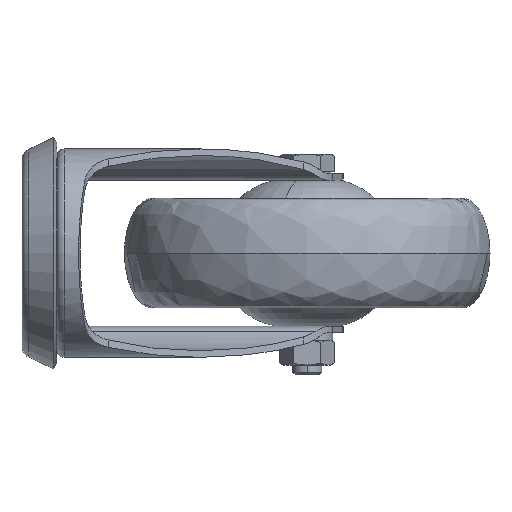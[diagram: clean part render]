
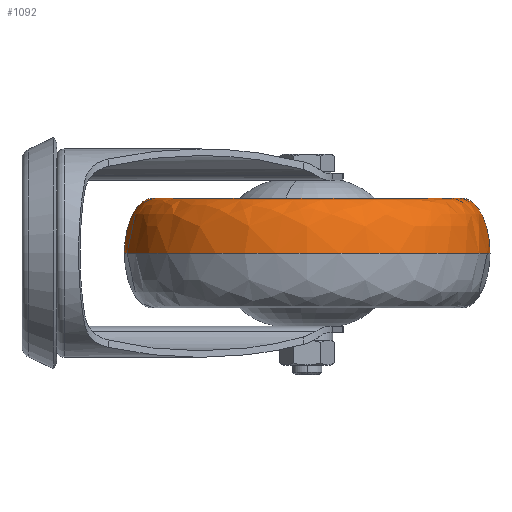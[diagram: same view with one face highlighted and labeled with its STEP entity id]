
A CAD part, left-side view. The second image highlights one B-rep face of the part: STEP entity #1092.
In plain terms, the highlighted free-form (B-spline) face has degree [3, 3] with [4, 4] control points.
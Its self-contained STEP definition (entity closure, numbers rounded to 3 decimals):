
#15 = CARTESIAN_POINT ( 'NONE',  ( 17.949, -89.34, 0. ) ) ;
#76 = CARTESIAN_POINT ( 'NONE',  ( 17.949, -89.34, 0. ) ) ;
#908 =( BOUNDED_SURFACE ( )  B_SPLINE_SURFACE ( 3, 3, ( 
 ( #3773, #7755, #1913, #11969 ),
 ( #2907, #11720, #9983, #12763 ),
 ( #9736, #1723, #912, #7822 ),
 ( #15, #3827, #7867, #12887 ) ),
 .UNSPECIFIED., .F., .F., .F. ) 
 B_SPLINE_SURFACE_WITH_KNOTS ( ( 4, 4 ),
 ( 4, 4 ),
 ( 0., 1. ),
 ( 0., 1. ),
 .UNSPECIFIED. ) 
 GEOMETRIC_REPRESENTATION_ITEM ( )  RATIONAL_B_SPLINE_SURFACE ( (
 ( 1., 0.333, 0.333, 1.),
 ( 0.805, 0.268, 0.268, 0.805),
 ( 0.805, 0.268, 0.268, 0.805),
 ( 1., 0.333, 0.333, 1.) ) ) 
 REPRESENTATION_ITEM ( '' )  SURFACE ( )  );
#912 = CARTESIAN_POINT ( 'NONE',  ( -82.051, 10.66, 8.787 ) ) ;
#917 = CARTESIAN_POINT ( 'NONE',  ( 17.949, -86.13, 15. ) ) ;
#981 = CARTESIAN_POINT ( 'NONE',  ( 17.949, -81.59, 15. ) ) ;
#1092 = ADVANCED_FACE ( 'NONE', ( #8584 ), #908, .F. ) ;
#1105 = ORIENTED_EDGE ( 'NONE', *, *, #6592, .T. ) ;
#1723 = CARTESIAN_POINT ( 'NONE',  ( -82.051, -89.34, 8.787 ) ) ;
#1913 = CARTESIAN_POINT ( 'NONE',  ( -66.551, 2.91, 15. ) ) ;
#1984 = CARTESIAN_POINT ( 'NONE',  ( 17.949, -89.34, 8.787 ) ) ;
#2501 = AXIS2_PLACEMENT_3D ( 'NONE', #5551, #6762, #3637 ) ;
#2907 = CARTESIAN_POINT ( 'NONE',  ( 17.949, -86.13, 15. ) ) ;
#3101 = ORIENTED_EDGE ( 'NONE', *, *, #4862, .T. ) ;
#3637 = DIRECTION ( 'NONE',  ( -1., 0., 0. ) ) ;
#3773 = CARTESIAN_POINT ( 'NONE',  ( 17.949, -81.59, 15. ) ) ;
#3788 = CARTESIAN_POINT ( 'NONE',  ( 17.949, 10.66, 8.787 ) ) ;
#3827 = CARTESIAN_POINT ( 'NONE',  ( -82.051, -89.34, 0. ) ) ;
#3898 = VERTEX_POINT ( 'NONE', #4969 ) ;
#3938 = DIRECTION ( 'NONE',  ( 0., 0., 1. ) ) ;
#4134 = EDGE_CURVE ( 'NONE', #5625, #11552, #8188, .T. ) ;
#4560 =( BOUNDED_CURVE ( )  B_SPLINE_CURVE ( 3, ( #76, #1984, #917, #981 ),
 .UNSPECIFIED., .F., .T. ) 
 B_SPLINE_CURVE_WITH_KNOTS ( ( 4, 4 ),
 ( 4.712, 6.283 ),
 .UNSPECIFIED. ) 
 CURVE ( )  GEOMETRIC_REPRESENTATION_ITEM ( )  RATIONAL_B_SPLINE_CURVE ( ( 1., 0.805, 0.805, 1. ) ) 
 REPRESENTATION_ITEM ( '' )  );
#4730 = EDGE_CURVE ( 'NONE', #11552, #3898, #6345, .T. ) ;
#4862 = EDGE_CURVE ( 'NONE', #9941, #5625, #4560, .T. ) ;
#4969 = CARTESIAN_POINT ( 'NONE',  ( 17.949, 10.66, 0. ) ) ;
#5551 = CARTESIAN_POINT ( 'NONE',  ( 17.949, -39.34, 15. ) ) ;
#5625 = VERTEX_POINT ( 'NONE', #7150 ) ;
#6345 =( BOUNDED_CURVE ( )  B_SPLINE_CURVE ( 3, ( #8791, #6909, #3788, #12843 ),
 .UNSPECIFIED., .F., .T. ) 
 B_SPLINE_CURVE_WITH_KNOTS ( ( 4, 4 ),
 ( 0., 1.571 ),
 .UNSPECIFIED. ) 
 CURVE ( )  GEOMETRIC_REPRESENTATION_ITEM ( )  RATIONAL_B_SPLINE_CURVE ( ( 1., 0.805, 0.805, 1. ) ) 
 REPRESENTATION_ITEM ( '' )  );
#6592 = EDGE_CURVE ( 'NONE', #3898, #9941, #7799, .T. ) ;
#6762 = DIRECTION ( 'NONE',  ( 0., 0., -1. ) ) ;
#6909 = CARTESIAN_POINT ( 'NONE',  ( 17.949, 7.45, 15. ) ) ;
#7065 = CARTESIAN_POINT ( 'NONE',  ( 17.949, -39.34, 0. ) ) ;
#7150 = CARTESIAN_POINT ( 'NONE',  ( 17.949, -81.59, 15. ) ) ;
#7755 = CARTESIAN_POINT ( 'NONE',  ( -66.551, -81.59, 15. ) ) ;
#7799 = CIRCLE ( 'NONE', #9432, 50. ) ;
#7822 = CARTESIAN_POINT ( 'NONE',  ( 17.949, 10.66, 8.787 ) ) ;
#7867 = CARTESIAN_POINT ( 'NONE',  ( -82.051, 10.66, 0. ) ) ;
#8071 = CARTESIAN_POINT ( 'NONE',  ( 17.949, 2.91, 15. ) ) ;
#8188 = CIRCLE ( 'NONE', #2501, 42.25 ) ;
#8368 = CARTESIAN_POINT ( 'NONE',  ( 17.949, -89.34, 0. ) ) ;
#8584 = FACE_OUTER_BOUND ( 'NONE', #11546, .T. ) ;
#8791 = CARTESIAN_POINT ( 'NONE',  ( 17.949, 2.91, 15. ) ) ;
#9432 = AXIS2_PLACEMENT_3D ( 'NONE', #7065, #3938, #10838 ) ;
#9736 = CARTESIAN_POINT ( 'NONE',  ( 17.949, -89.34, 8.787 ) ) ;
#9941 = VERTEX_POINT ( 'NONE', #8368 ) ;
#9983 = CARTESIAN_POINT ( 'NONE',  ( -75.631, 7.45, 15. ) ) ;
#10838 = DIRECTION ( 'NONE',  ( 1., 0., 0. ) ) ;
#11418 = ORIENTED_EDGE ( 'NONE', *, *, #4134, .T. ) ;
#11546 = EDGE_LOOP ( 'NONE', ( #1105, #3101, #11418, #12792 ) ) ;
#11552 = VERTEX_POINT ( 'NONE', #8071 ) ;
#11720 = CARTESIAN_POINT ( 'NONE',  ( -75.631, -86.13, 15. ) ) ;
#11969 = CARTESIAN_POINT ( 'NONE',  ( 17.949, 2.91, 15. ) ) ;
#12763 = CARTESIAN_POINT ( 'NONE',  ( 17.949, 7.45, 15. ) ) ;
#12792 = ORIENTED_EDGE ( 'NONE', *, *, #4730, .T. ) ;
#12843 = CARTESIAN_POINT ( 'NONE',  ( 17.949, 10.66, 0. ) ) ;
#12887 = CARTESIAN_POINT ( 'NONE',  ( 17.949, 10.66, 0. ) ) ;
